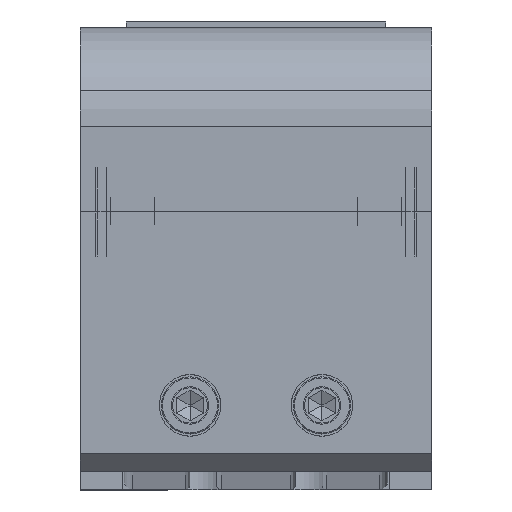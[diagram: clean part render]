
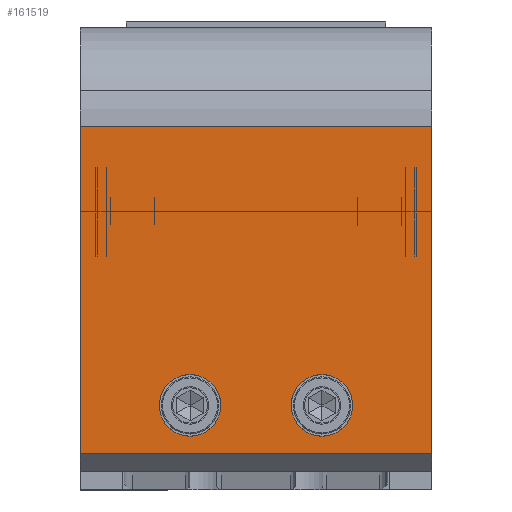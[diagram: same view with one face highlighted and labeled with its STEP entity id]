
A CAD part, top view. The second image highlights one B-rep face of the part: STEP entity #161519.
In plain terms, the highlighted planar face has unit normal (0, 0, 1).
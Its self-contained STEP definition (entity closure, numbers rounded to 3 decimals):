
#5020 = AXIS2_PLACEMENT_3D ( 'NONE', #153718, #40916, #232275 ) ;
#16115 = VECTOR ( 'NONE', #113492, 1000. ) ;
#17142 = DIRECTION ( 'NONE',  ( 0., 0., -1. ) ) ;
#17884 = VERTEX_POINT ( 'NONE', #200056 ) ;
#18355 = ORIENTED_EDGE ( 'NONE', *, *, #39453, .F. ) ;
#32401 = DIRECTION ( 'NONE',  ( 1., 0., 0. ) ) ;
#36088 = EDGE_CURVE ( 'NONE', #238845, #165935, #60563, .T. ) ;
#38760 = CARTESIAN_POINT ( 'NONE',  ( 185.798, 163.238, 570.351 ) ) ;
#39453 = EDGE_CURVE ( 'NONE', #219816, #144536, #221591, .T. ) ;
#40916 = DIRECTION ( 'NONE',  ( 0., 0., 1. ) ) ;
#44495 = EDGE_CURVE ( 'NONE', #146243, #222335, #230512, .T. ) ;
#45806 = DIRECTION ( 'NONE',  ( 0., -1., 0. ) ) ;
#51059 = DIRECTION ( 'NONE',  ( 0., -1., 0. ) ) ;
#58035 = CARTESIAN_POINT ( 'NONE',  ( 185.798, 237.738, 570.351 ) ) ;
#60563 = LINE ( 'NONE', #62980, #61689 ) ;
#61689 = VECTOR ( 'NONE', #45806, 1000. ) ;
#62980 = CARTESIAN_POINT ( 'NONE',  ( 105.798, 159.238, 570.351 ) ) ;
#69957 = PLANE ( 'NONE',  #72906 ) ;
#71168 = DIRECTION ( 'NONE',  ( -1., 0., 0. ) ) ;
#72906 = AXIS2_PLACEMENT_3D ( 'NONE', #165636, #17142, #71168 ) ;
#73373 = DIRECTION ( 'NONE',  ( 0., 0., 1. ) ) ;
#73985 = ORIENTED_EDGE ( 'NONE', *, *, #136776, .F. ) ;
#87126 = ORIENTED_EDGE ( 'NONE', *, *, #105770, .T. ) ;
#89486 = ORIENTED_EDGE ( 'NONE', *, *, #36088, .T. ) ;
#90408 = ORIENTED_EDGE ( 'NONE', *, *, #44495, .F. ) ;
#95344 = DIRECTION ( 'NONE',  ( 1., 0., 0. ) ) ;
#96034 = CIRCLE ( 'NONE', #225353, 7. ) ;
#105770 = EDGE_CURVE ( 'NONE', #165935, #144536, #225275, .T. ) ;
#106695 = FACE_OUTER_BOUND ( 'NONE', #120991, .T. ) ;
#107874 = CARTESIAN_POINT ( 'NONE',  ( 185.798, 163.238, 570.351 ) ) ;
#110276 = CARTESIAN_POINT ( 'NONE',  ( 167.798, 174.238, 570.351 ) ) ;
#113492 = DIRECTION ( 'NONE',  ( 1., 0., 0. ) ) ;
#120991 = EDGE_LOOP ( 'NONE', ( #89486, #87126, #18355, #163406 ) ) ;
#122076 = DIRECTION ( 'NONE',  ( 0., 0., 1. ) ) ;
#124796 = CARTESIAN_POINT ( 'NONE',  ( 185.798, 237.738, 570.351 ) ) ;
#124803 = EDGE_CURVE ( 'NONE', #159938, #17884, #96034, .T. ) ;
#125462 = DIRECTION ( 'NONE',  ( 0., 0., 1. ) ) ;
#127446 = VECTOR ( 'NONE', #51059, 1000. ) ;
#136074 = AXIS2_PLACEMENT_3D ( 'NONE', #169000, #73373, #95344 ) ;
#136614 = CARTESIAN_POINT ( 'NONE',  ( 105.798, 237.738, 570.351 ) ) ;
#136776 = EDGE_CURVE ( 'NONE', #222335, #146243, #241984, .T. ) ;
#140595 = EDGE_LOOP ( 'NONE', ( #224440, #181015 ) ) ;
#144536 = VERTEX_POINT ( 'NONE', #107874 ) ;
#146243 = VERTEX_POINT ( 'NONE', #195197 ) ;
#153718 = CARTESIAN_POINT ( 'NONE',  ( 130.798, 174.238, 570.351 ) ) ;
#155978 = AXIS2_PLACEMENT_3D ( 'NONE', #160240, #122076, #214200 ) ;
#159938 = VERTEX_POINT ( 'NONE', #207418 ) ;
#160240 = CARTESIAN_POINT ( 'NONE',  ( 160.798, 174.238, 570.351 ) ) ;
#161519 = ADVANCED_FACE ( 'NONE', ( #200029, #235643, #106695 ), #69957, .F. ) ;
#163406 = ORIENTED_EDGE ( 'NONE', *, *, #189446, .T. ) ;
#165636 = CARTESIAN_POINT ( 'NONE',  ( 185.798, 159.238, 570.351 ) ) ;
#165935 = VERTEX_POINT ( 'NONE', #221376 ) ;
#169000 = CARTESIAN_POINT ( 'NONE',  ( 160.798, 174.238, 570.351 ) ) ;
#181015 = ORIENTED_EDGE ( 'NONE', *, *, #220714, .F. ) ;
#183279 = CARTESIAN_POINT ( 'NONE',  ( 130.798, 174.238, 570.351 ) ) ;
#184788 = CARTESIAN_POINT ( 'NONE',  ( 185.798, 159.238, 570.351 ) ) ;
#189446 = EDGE_CURVE ( 'NONE', #219816, #238845, #210858, .T. ) ;
#195197 = CARTESIAN_POINT ( 'NONE',  ( 153.798, 174.238, 570.351 ) ) ;
#200029 = FACE_BOUND ( 'NONE', #140595, .T. ) ;
#200056 = CARTESIAN_POINT ( 'NONE',  ( 123.798, 174.238, 570.351 ) ) ;
#207418 = CARTESIAN_POINT ( 'NONE',  ( 137.798, 174.238, 570.351 ) ) ;
#210858 = LINE ( 'NONE', #124796, #231957 ) ;
#214200 = DIRECTION ( 'NONE',  ( 1., 0., 0. ) ) ;
#216595 = CIRCLE ( 'NONE', #5020, 7. ) ;
#219816 = VERTEX_POINT ( 'NONE', #58035 ) ;
#220714 = EDGE_CURVE ( 'NONE', #17884, #159938, #216595, .T. ) ;
#221376 = CARTESIAN_POINT ( 'NONE',  ( 105.798, 163.238, 570.351 ) ) ;
#221591 = LINE ( 'NONE', #184788, #127446 ) ;
#222335 = VERTEX_POINT ( 'NONE', #110276 ) ;
#224440 = ORIENTED_EDGE ( 'NONE', *, *, #124803, .F. ) ;
#225275 = LINE ( 'NONE', #38760, #16115 ) ;
#225353 = AXIS2_PLACEMENT_3D ( 'NONE', #183279, #125462, #32401 ) ;
#228643 = EDGE_LOOP ( 'NONE', ( #73985, #90408 ) ) ;
#230512 = CIRCLE ( 'NONE', #155978, 7. ) ;
#231957 = VECTOR ( 'NONE', #240245, 1000. ) ;
#232275 = DIRECTION ( 'NONE',  ( 1., 0., 0. ) ) ;
#235643 = FACE_BOUND ( 'NONE', #228643, .T. ) ;
#238845 = VERTEX_POINT ( 'NONE', #136614 ) ;
#240245 = DIRECTION ( 'NONE',  ( -1., 0., 0. ) ) ;
#241984 = CIRCLE ( 'NONE', #136074, 7. ) ;
